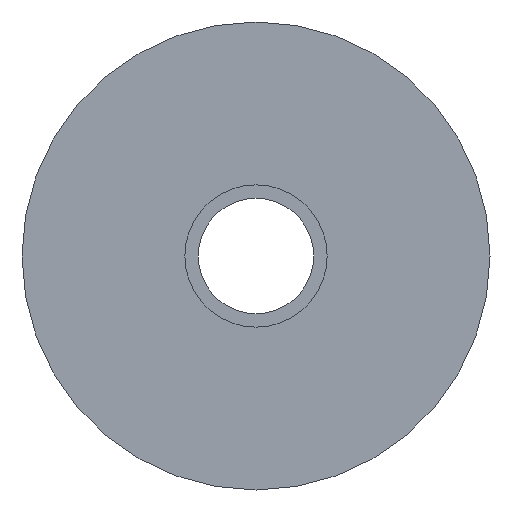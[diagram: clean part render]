
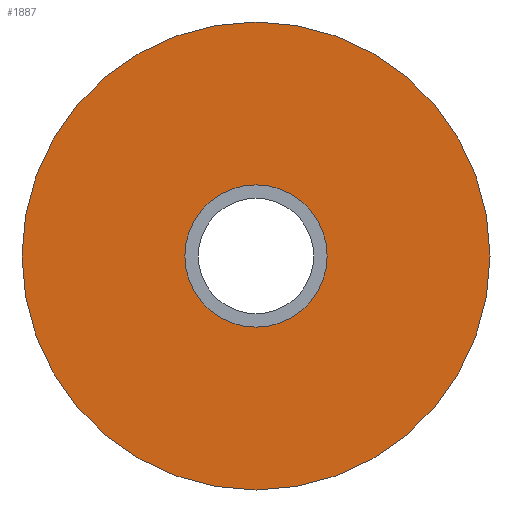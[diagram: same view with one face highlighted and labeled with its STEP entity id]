
A CAD part, front view. The second image highlights one B-rep face of the part: STEP entity #1887.
In plain terms, the highlighted planar face has unit normal (0, -1, 0).
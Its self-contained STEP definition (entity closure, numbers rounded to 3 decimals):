
#246=PLANE('',#2044);
#635=ORIENTED_EDGE('',*,*,#876,.T.);
#636=ORIENTED_EDGE('',*,*,#875,.F.);
#875=EDGE_CURVE('',#1002,#1002,#1079,.T.);
#876=EDGE_CURVE('',#1003,#1003,#1080,.T.);
#1002=VERTEX_POINT('',#2975);
#1003=VERTEX_POINT('',#2978);
#1079=CIRCLE('',#2043,4.5);
#1080=CIRCLE('',#2045,14.8);
#1161=EDGE_LOOP('',(#635));
#1162=EDGE_LOOP('',(#636));
#1247=FACE_BOUND('',#1161,.T.);
#1248=FACE_BOUND('',#1162,.T.);
#1887=ADVANCED_FACE('',(#1247,#1248),#246,.T.);
#2043=AXIS2_PLACEMENT_3D('',#2974,#2427,#2428);
#2044=AXIS2_PLACEMENT_3D('',#2976,#2429,#2430);
#2045=AXIS2_PLACEMENT_3D('',#2977,#2431,#2432);
#2427=DIRECTION('',(0.,-1.,0.));
#2428=DIRECTION('',(0.,0.,-1.));
#2429=DIRECTION('',(0.,-1.,0.));
#2430=DIRECTION('',(0.,0.,-1.));
#2431=DIRECTION('',(0.,-1.,0.));
#2432=DIRECTION('',(0.,0.,-1.));
#2974=CARTESIAN_POINT('',(0.,-45.,0.));
#2975=CARTESIAN_POINT('',(0.,-45.,-4.5));
#2976=CARTESIAN_POINT('',(0.,-45.,-4.5));
#2977=CARTESIAN_POINT('',(0.,-45.,0.));
#2978=CARTESIAN_POINT('',(0.,-45.,-14.8));
